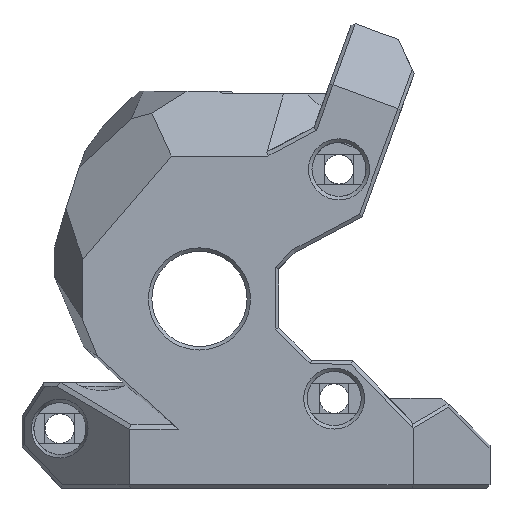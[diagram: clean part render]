
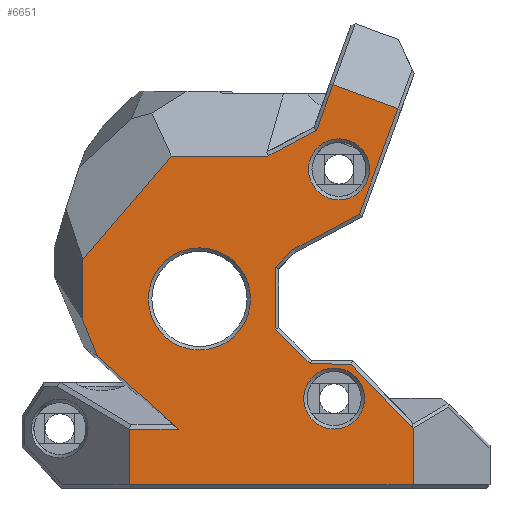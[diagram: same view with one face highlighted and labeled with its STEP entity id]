
A CAD part, front view. The second image highlights one B-rep face of the part: STEP entity #6651.
In plain terms, the highlighted planar face has unit normal (0, -1, 0).
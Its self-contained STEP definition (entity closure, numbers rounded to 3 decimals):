
#234=FACE_BOUND('',#1153,.T.);
#235=FACE_BOUND('',#1154,.T.);
#236=FACE_BOUND('',#1155,.T.);
#295=CIRCLE('',#6832,3.525);
#297=CIRCLE('',#6835,5.9);
#299=CIRCLE('',#6838,3.525);
#770=FACE_OUTER_BOUND('',#1152,.T.);
#1152=EDGE_LOOP('',(#5963,#5964,#5965,#5966,#5967,#5968,#5969,#5970,#5971,
#5972,#5973,#5974,#5975,#5976,#5977,#5978,#5979,#5980,#5981,#5982));
#1153=EDGE_LOOP('',(#5983));
#1154=EDGE_LOOP('',(#5984));
#1155=EDGE_LOOP('',(#5985));
#1225=LINE('',#9672,#1913);
#1319=LINE('',#10051,#2007);
#1369=LINE('',#10347,#2057);
#1372=LINE('',#10353,#2060);
#1381=LINE('',#10386,#2069);
#1384=LINE('',#10393,#2072);
#1386=LINE('',#10397,#2074);
#1389=LINE('',#10402,#2077);
#1391=LINE('',#10406,#2079);
#1394=LINE('',#10411,#2082);
#1398=LINE('',#10418,#2086);
#1400=LINE('',#10423,#2088);
#1404=LINE('',#10430,#2092);
#1818=LINE('',#12138,#2506);
#1820=LINE('',#12141,#2508);
#1821=LINE('',#12144,#2509);
#1823=LINE('',#12147,#2511);
#1824=LINE('',#12150,#2512);
#1828=LINE('',#12157,#2516);
#1834=LINE('',#12168,#2522);
#1913=VECTOR('',#7386,10.);
#2007=VECTOR('',#7628,10.);
#2057=VECTOR('',#7744,10.);
#2060=VECTOR('',#7749,10.);
#2069=VECTOR('',#7760,10.);
#2072=VECTOR('',#7765,10.);
#2074=VECTOR('',#7769,10.);
#2077=VECTOR('',#7774,10.);
#2079=VECTOR('',#7778,10.);
#2082=VECTOR('',#7783,10.);
#2086=VECTOR('',#7789,10.);
#2088=VECTOR('',#7793,10.);
#2092=VECTOR('',#7799,10.);
#2506=VECTOR('',#8915,10.);
#2508=VECTOR('',#8919,10.);
#2509=VECTOR('',#8922,10.);
#2511=VECTOR('',#8926,10.);
#2512=VECTOR('',#8929,10.);
#2516=VECTOR('',#8937,10.);
#2522=VECTOR('',#8949,10.);
#2627=VERTEX_POINT('',#9669);
#2628=VERTEX_POINT('',#9671);
#2714=VERTEX_POINT('',#10048);
#2716=VERTEX_POINT('',#10054);
#2752=VERTEX_POINT('',#10344);
#2753=VERTEX_POINT('',#10346);
#2754=VERTEX_POINT('',#10350);
#2761=VERTEX_POINT('',#10378);
#2764=VERTEX_POINT('',#10384);
#2767=VERTEX_POINT('',#10391);
#2768=VERTEX_POINT('',#10396);
#2769=VERTEX_POINT('',#10401);
#2770=VERTEX_POINT('',#10405);
#2771=VERTEX_POINT('',#10410);
#2773=VERTEX_POINT('',#10416);
#2774=VERTEX_POINT('',#10420);
#2779=VERTEX_POINT('',#10435);
#2781=VERTEX_POINT('',#10441);
#2783=VERTEX_POINT('',#10447);
#3124=VERTEX_POINT('',#12135);
#3125=VERTEX_POINT('',#12137);
#3126=VERTEX_POINT('',#12143);
#3127=VERTEX_POINT('',#12149);
#3254=EDGE_CURVE('',#2627,#2628,#1225,.T.);
#3386=EDGE_CURVE('',#2627,#2714,#1319,.F.);
#3452=EDGE_CURVE('',#2752,#2753,#1369,.T.);
#3455=EDGE_CURVE('',#2752,#2754,#1372,.F.);
#3465=EDGE_CURVE('',#2761,#2764,#1381,.F.);
#3468=EDGE_CURVE('',#2767,#2764,#1384,.T.);
#3470=EDGE_CURVE('',#2768,#2767,#1386,.T.);
#3473=EDGE_CURVE('',#2769,#2768,#1389,.T.);
#3475=EDGE_CURVE('',#2770,#2769,#1391,.T.);
#3478=EDGE_CURVE('',#2771,#2770,#1394,.T.);
#3482=EDGE_CURVE('',#2773,#2771,#1398,.T.);
#3484=EDGE_CURVE('',#2774,#2773,#1400,.T.);
#3488=EDGE_CURVE('',#2716,#2774,#1404,.T.);
#3492=EDGE_CURVE('',#2779,#2779,#295,.T.);
#3495=EDGE_CURVE('',#2781,#2781,#297,.T.);
#3498=EDGE_CURVE('',#2783,#2783,#299,.T.);
#4064=EDGE_CURVE('',#3125,#3124,#1818,.T.);
#4066=EDGE_CURVE('',#2714,#3125,#1820,.T.);
#4067=EDGE_CURVE('',#3124,#3126,#1821,.T.);
#4069=EDGE_CURVE('',#2753,#3126,#1823,.T.);
#4070=EDGE_CURVE('',#3127,#2716,#1824,.T.);
#4074=EDGE_CURVE('',#2628,#3127,#1828,.F.);
#4080=EDGE_CURVE('',#2761,#2754,#1834,.T.);
#5963=ORIENTED_EDGE('',*,*,#4080,.F.);
#5964=ORIENTED_EDGE('',*,*,#3465,.T.);
#5965=ORIENTED_EDGE('',*,*,#3468,.F.);
#5966=ORIENTED_EDGE('',*,*,#3470,.F.);
#5967=ORIENTED_EDGE('',*,*,#3473,.F.);
#5968=ORIENTED_EDGE('',*,*,#3475,.F.);
#5969=ORIENTED_EDGE('',*,*,#3478,.F.);
#5970=ORIENTED_EDGE('',*,*,#3482,.F.);
#5971=ORIENTED_EDGE('',*,*,#3484,.F.);
#5972=ORIENTED_EDGE('',*,*,#3488,.F.);
#5973=ORIENTED_EDGE('',*,*,#4070,.F.);
#5974=ORIENTED_EDGE('',*,*,#4074,.F.);
#5975=ORIENTED_EDGE('',*,*,#3254,.F.);
#5976=ORIENTED_EDGE('',*,*,#3386,.T.);
#5977=ORIENTED_EDGE('',*,*,#4066,.T.);
#5978=ORIENTED_EDGE('',*,*,#4064,.T.);
#5979=ORIENTED_EDGE('',*,*,#4067,.T.);
#5980=ORIENTED_EDGE('',*,*,#4069,.F.);
#5981=ORIENTED_EDGE('',*,*,#3452,.F.);
#5982=ORIENTED_EDGE('',*,*,#3455,.T.);
#5983=ORIENTED_EDGE('',*,*,#3492,.F.);
#5984=ORIENTED_EDGE('',*,*,#3495,.F.);
#5985=ORIENTED_EDGE('',*,*,#3498,.F.);
#6290=PLANE('',#7204);
#6651=ADVANCED_FACE('',(#770,#234,#235,#236),#6290,.F.);
#6832=AXIS2_PLACEMENT_3D('',#10437,#7806,#7807);
#6835=AXIS2_PLACEMENT_3D('',#10443,#7813,#7814);
#6838=AXIS2_PLACEMENT_3D('',#10449,#7820,#7821);
#7204=AXIS2_PLACEMENT_3D('',#12782,#8993,#8994);
#7386=DIRECTION('',(1.,0.,0.));
#7628=DIRECTION('',(0.651,0.,0.759));
#7744=DIRECTION('',(0.76,0.,0.65));
#7749=DIRECTION('',(0.,0.,1.));
#7760=DIRECTION('',(0.,0.,-1.));
#7765=DIRECTION('',(0.695,0.,-0.719));
#7769=DIRECTION('',(1.,0.,-0.004));
#7774=DIRECTION('',(0.707,0.,-0.707));
#7778=DIRECTION('',(0.,0.,-1.));
#7783=DIRECTION('',(-0.707,0.,-0.707));
#7789=DIRECTION('',(-0.883,0.,-0.469));
#7793=DIRECTION('',(-0.342,0.,-0.94));
#7799=DIRECTION('',(0.94,0.,-0.342));
#7806=DIRECTION('center_axis',(0.,-1.,0.));
#7807=DIRECTION('ref_axis',(1.,0.,0.));
#7813=DIRECTION('center_axis',(0.,-1.,0.));
#7814=DIRECTION('ref_axis',(-1.,0.,0.));
#7820=DIRECTION('center_axis',(0.,-1.,0.));
#7821=DIRECTION('ref_axis',(1.,0.,0.));
#8915=DIRECTION('',(0.383,0.,-0.924));
#8919=DIRECTION('',(0.,0.,-1.));
#8922=DIRECTION('',(0.741,0.,-0.671));
#8926=DIRECTION('',(1.,0.,0.));
#8929=DIRECTION('',(0.342,0.,0.94));
#8937=DIRECTION('',(-0.883,0.,-0.469));
#8949=DIRECTION('',(-1.,0.,0.));
#8993=DIRECTION('center_axis',(0.,1.,0.));
#8994=DIRECTION('ref_axis',(0.,0.,1.));
#9669=CARTESIAN_POINT('',(-48.833,-19.84,17.993));
#9671=CARTESIAN_POINT('',(-37.674,-19.84,17.993));
#9672=CARTESIAN_POINT('',(-39.431,-19.84,17.993));
#10048=CARTESIAN_POINT('',(-59.073,-19.84,6.065));
#10051=CARTESIAN_POINT('',(-51.21,-19.84,15.224));
#10054=CARTESIAN_POINT('',(-30.152,-19.84,26.215));
#10344=CARTESIAN_POINT('',(-53.706,-19.84,-13.59));
#10346=CARTESIAN_POINT('',(-53.674,-19.84,-13.562));
#10347=CARTESIAN_POINT('',(-44.002,-19.84,-5.295));
#10350=CARTESIAN_POINT('',(-53.706,-19.84,-20.004));
#10353=CARTESIAN_POINT('',(-53.706,-19.84,-2.868));
#10378=CARTESIAN_POINT('',(-20.91,-19.84,-20.004));
#10384=CARTESIAN_POINT('',(-20.91,-19.84,-13.446));
#10386=CARTESIAN_POINT('',(-20.91,-19.84,-2.868));
#10391=CARTESIAN_POINT('',(-28.064,-19.84,-6.04));
#10393=CARTESIAN_POINT('',(-33.411,-19.84,-0.505));
#10396=CARTESIAN_POINT('',(-32.809,-19.84,-6.023));
#10397=CARTESIAN_POINT('',(-36.253,-19.84,-6.01));
#10401=CARTESIAN_POINT('',(-36.842,-19.84,-1.989));
#10402=CARTESIAN_POINT('',(-40.29,-19.84,1.458));
#10405=CARTESIAN_POINT('',(-36.842,-19.84,5.13));
#10406=CARTESIAN_POINT('',(-36.842,-19.84,7.018));
#10410=CARTESIAN_POINT('',(-34.786,-19.84,7.186));
#10411=CARTESIAN_POINT('',(-36.54,-19.84,5.433));
#10416=CARTESIAN_POINT('',(-27.109,-19.84,11.266));
#10418=CARTESIAN_POINT('',(-32.868,-19.84,8.206));
#10420=CARTESIAN_POINT('',(-22.661,-19.84,23.488));
#10423=CARTESIAN_POINT('',(-27.464,-19.84,10.29));
#10430=CARTESIAN_POINT('',(-31.946,-19.84,26.867));
#10435=CARTESIAN_POINT('',(-33.546,-19.84,-10.021));
#10437=CARTESIAN_POINT('Origin',(-30.021,-19.84,-10.021));
#10441=CARTESIAN_POINT('',(-39.687,-19.84,1.479));
#10443=CARTESIAN_POINT('Origin',(-45.587,-19.84,1.479));
#10447=CARTESIAN_POINT('',(-32.988,-19.84,16.453));
#10449=CARTESIAN_POINT('Origin',(-29.463,-19.84,16.453));
#12135=CARTESIAN_POINT('',(-57.346,-19.84,-5.12));
#12137=CARTESIAN_POINT('',(-59.073,-19.84,-0.952));
#12138=CARTESIAN_POINT('',(-58.845,-19.84,-1.503));
#12141=CARTESIAN_POINT('',(-59.073,-19.84,4.717));
#12143=CARTESIAN_POINT('',(-48.025,-19.84,-13.562));
#12144=CARTESIAN_POINT('',(-54.795,-19.84,-7.43));
#12147=CARTESIAN_POINT('',(-51.058,-19.84,-13.562));
#12149=CARTESIAN_POINT('',(-32.059,-19.84,20.977));
#12150=CARTESIAN_POINT('',(-34.931,-19.84,13.086));
#12157=CARTESIAN_POINT('',(-41.438,-19.84,15.993));
#12168=CARTESIAN_POINT('',(-39.526,-19.84,-20.004));
#12782=CARTESIAN_POINT('Origin',(-39.807,-19.84,9.071));
